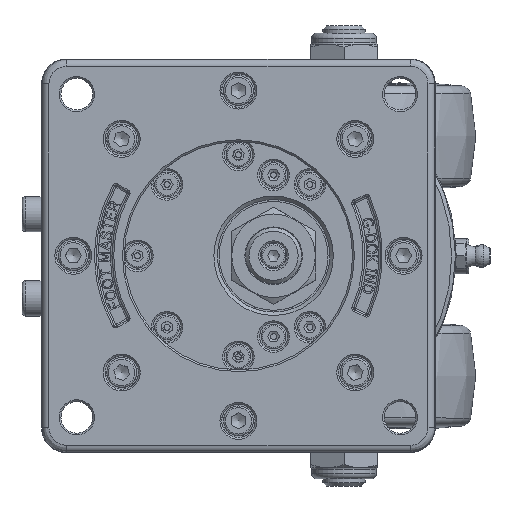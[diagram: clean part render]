
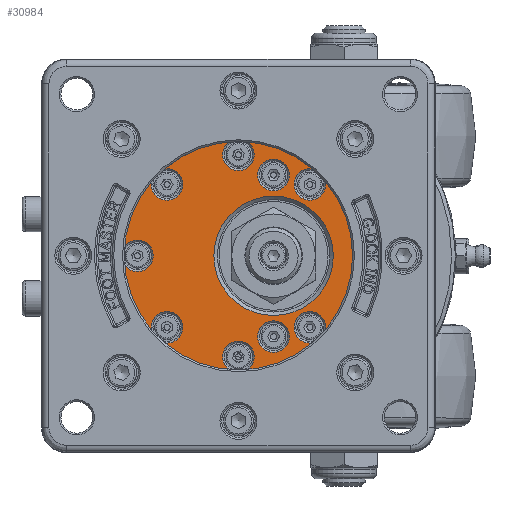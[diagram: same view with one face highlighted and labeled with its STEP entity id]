
A CAD part, top view. The second image highlights one B-rep face of the part: STEP entity #30984.
In plain terms, the highlighted planar face has unit normal (0, 0, 1).
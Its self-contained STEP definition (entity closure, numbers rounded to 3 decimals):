
#629=FACE_BOUND('',#6368,.T.);
#630=FACE_BOUND('',#6369,.T.);
#631=FACE_BOUND('',#6370,.T.);
#632=FACE_BOUND('',#6371,.T.);
#633=FACE_BOUND('',#6372,.T.);
#634=FACE_BOUND('',#6373,.T.);
#635=FACE_BOUND('',#6374,.T.);
#636=FACE_BOUND('',#6375,.T.);
#637=FACE_BOUND('',#6376,.T.);
#638=FACE_BOUND('',#6377,.T.);
#1262=PLANE('',#32729);
#2829=CIRCLE('',#32724,4.5);
#2833=CIRCLE('',#32730,34.5);
#2834=CIRCLE('',#32731,4.5);
#2835=CIRCLE('',#32732,4.5);
#2836=CIRCLE('',#32733,4.5);
#2837=CIRCLE('',#32734,4.5);
#2838=CIRCLE('',#32735,17.);
#2839=CIRCLE('',#32736,4.5);
#2840=CIRCLE('',#32737,4.5);
#2841=CIRCLE('',#32738,4.5);
#2842=CIRCLE('',#32739,4.5);
#4559=FACE_OUTER_BOUND('',#6367,.T.);
#6367=EDGE_LOOP('',(#25429));
#6368=EDGE_LOOP('',(#25430));
#6369=EDGE_LOOP('',(#25431));
#6370=EDGE_LOOP('',(#25432));
#6371=EDGE_LOOP('',(#25433));
#6372=EDGE_LOOP('',(#25434));
#6373=EDGE_LOOP('',(#25435));
#6374=EDGE_LOOP('',(#25436));
#6375=EDGE_LOOP('',(#25437));
#6376=EDGE_LOOP('',(#25438));
#6377=EDGE_LOOP('',(#25439));
#13870=VERTEX_POINT('',#55744);
#13874=VERTEX_POINT('',#55756);
#13875=VERTEX_POINT('',#55758);
#13876=VERTEX_POINT('',#55760);
#13877=VERTEX_POINT('',#55762);
#13878=VERTEX_POINT('',#55764);
#13879=VERTEX_POINT('',#55766);
#13880=VERTEX_POINT('',#55768);
#13881=VERTEX_POINT('',#55770);
#13882=VERTEX_POINT('',#55772);
#13883=VERTEX_POINT('',#55774);
#17857=EDGE_CURVE('',#13870,#13870,#2829,.T.);
#17863=EDGE_CURVE('',#13874,#13874,#2833,.T.);
#17864=EDGE_CURVE('',#13875,#13875,#2834,.T.);
#17865=EDGE_CURVE('',#13876,#13876,#2835,.T.);
#17866=EDGE_CURVE('',#13877,#13877,#2836,.T.);
#17867=EDGE_CURVE('',#13878,#13878,#2837,.T.);
#17868=EDGE_CURVE('',#13879,#13879,#2838,.T.);
#17869=EDGE_CURVE('',#13880,#13880,#2839,.T.);
#17870=EDGE_CURVE('',#13881,#13881,#2840,.T.);
#17871=EDGE_CURVE('',#13882,#13882,#2841,.T.);
#17872=EDGE_CURVE('',#13883,#13883,#2842,.T.);
#25429=ORIENTED_EDGE('',*,*,#17863,.F.);
#25430=ORIENTED_EDGE('',*,*,#17864,.F.);
#25431=ORIENTED_EDGE('',*,*,#17865,.F.);
#25432=ORIENTED_EDGE('',*,*,#17866,.F.);
#25433=ORIENTED_EDGE('',*,*,#17867,.F.);
#25434=ORIENTED_EDGE('',*,*,#17868,.F.);
#25435=ORIENTED_EDGE('',*,*,#17869,.F.);
#25436=ORIENTED_EDGE('',*,*,#17870,.F.);
#25437=ORIENTED_EDGE('',*,*,#17871,.F.);
#25438=ORIENTED_EDGE('',*,*,#17872,.F.);
#25439=ORIENTED_EDGE('',*,*,#17857,.F.);
#30984=ADVANCED_FACE('',(#4559,#629,#630,#631,#632,#633,#634,#635,#636,
#637,#638),#1262,.F.);
#32724=AXIS2_PLACEMENT_3D('',#55745,#37384,#37385);
#32729=AXIS2_PLACEMENT_3D('',#55755,#37396,#37397);
#32730=AXIS2_PLACEMENT_3D('',#55757,#37398,#37399);
#32731=AXIS2_PLACEMENT_3D('',#55759,#37400,#37401);
#32732=AXIS2_PLACEMENT_3D('',#55761,#37402,#37403);
#32733=AXIS2_PLACEMENT_3D('',#55763,#37404,#37405);
#32734=AXIS2_PLACEMENT_3D('',#55765,#37406,#37407);
#32735=AXIS2_PLACEMENT_3D('',#55767,#37408,#37409);
#32736=AXIS2_PLACEMENT_3D('',#55769,#37410,#37411);
#32737=AXIS2_PLACEMENT_3D('',#55771,#37412,#37413);
#32738=AXIS2_PLACEMENT_3D('',#55773,#37414,#37415);
#32739=AXIS2_PLACEMENT_3D('',#55775,#37416,#37417);
#37384=DIRECTION('center_axis',(0.,0.,
1.));
#37385=DIRECTION('ref_axis',(-1.,0.,0.));
#37396=DIRECTION('center_axis',(0.,0.,
-1.));
#37397=DIRECTION('ref_axis',(1.,0.,0.));
#37398=DIRECTION('center_axis',(0.,0.,
-1.));
#37399=DIRECTION('ref_axis',(-1.,0.,0.));
#37400=DIRECTION('center_axis',(0.,0.,
1.));
#37401=DIRECTION('ref_axis',(1.,0.,0.));
#37402=DIRECTION('center_axis',(0.,0.,
1.));
#37403=DIRECTION('ref_axis',(-0.707,0.707,0.));
#37404=DIRECTION('center_axis',(0.,0.,
1.));
#37405=DIRECTION('ref_axis',(-0.707,-0.707,0.));
#37406=DIRECTION('center_axis',(0.,0.,
1.));
#37407=DIRECTION('ref_axis',(0.707,-0.707,0.));
#37408=DIRECTION('center_axis',(0.,0.,
1.));
#37409=DIRECTION('ref_axis',(1.,0.,0.));
#37410=DIRECTION('center_axis',(0.,0.,
1.));
#37411=DIRECTION('ref_axis',(1.,0.,0.));
#37412=DIRECTION('center_axis',(0.,0.,
1.));
#37413=DIRECTION('ref_axis',(0.,-1.,0.));
#37414=DIRECTION('center_axis',(0.,0.,
1.));
#37415=DIRECTION('ref_axis',(-1.,0.,0.));
#37416=DIRECTION('center_axis',(0.,0.,
1.));
#37417=DIRECTION('ref_axis',(0.,1.,0.));
#55744=CARTESIAN_POINT('',(14.5,23.,-7.2));
#55745=CARTESIAN_POINT('Origin',(10.,23.,-7.2));
#55755=CARTESIAN_POINT('Origin',(0.,0.,
-7.2));
#55756=CARTESIAN_POINT('',(34.5,0.,-7.2));
#55757=CARTESIAN_POINT('Origin',(0.,0.,
-7.2));
#55758=CARTESIAN_POINT('',(5.5,-23.,-7.2));
#55759=CARTESIAN_POINT('Origin',(10.,-23.,-7.2));
#55760=CARTESIAN_POINT('',(3.182,25.568,-7.2));
#55761=CARTESIAN_POINT('Origin',(0.,28.75,-7.2));
#55762=CARTESIAN_POINT('',(-25.568,3.182,-7.2));
#55763=CARTESIAN_POINT('Origin',(-28.75,0.,-7.2));
#55764=CARTESIAN_POINT('',(-3.182,-25.568,-7.2));
#55765=CARTESIAN_POINT('Origin',(0.,-28.75,-7.2));
#55766=CARTESIAN_POINT('',(-7.,0.,-7.2));
#55767=CARTESIAN_POINT('Origin',(10.,0.,-7.2));
#55768=CARTESIAN_POINT('',(15.829,-20.329,-7.2));
#55769=CARTESIAN_POINT('Origin',(20.329,-20.329,-7.2));
#55770=CARTESIAN_POINT('',(-20.329,-15.829,-7.2));
#55771=CARTESIAN_POINT('Origin',(-20.329,-20.329,-7.2));
#55772=CARTESIAN_POINT('',(-15.829,20.329,-7.2));
#55773=CARTESIAN_POINT('Origin',(-20.329,20.329,-7.2));
#55774=CARTESIAN_POINT('',(20.329,15.829,-7.2));
#55775=CARTESIAN_POINT('Origin',(20.329,20.329,-7.2));
